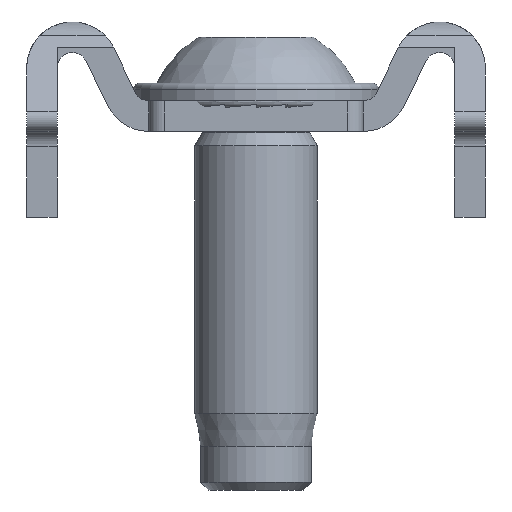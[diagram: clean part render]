
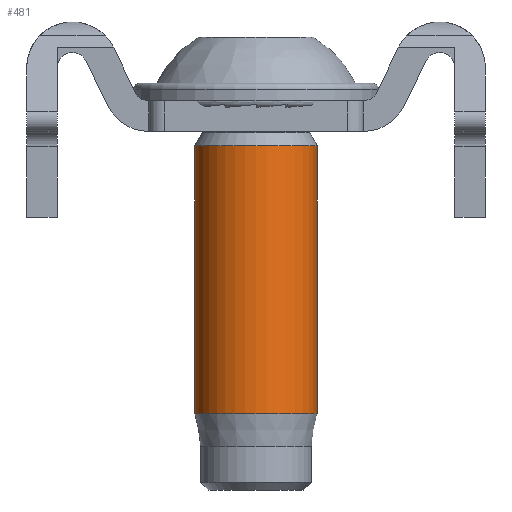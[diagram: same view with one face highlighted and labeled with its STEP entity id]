
A CAD part, front view. The second image highlights one B-rep face of the part: STEP entity #481.
In plain terms, the highlighted cylindrical face has radius 4 mm (diameter 8 mm), a full revolution.
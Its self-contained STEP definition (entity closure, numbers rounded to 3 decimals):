
#481=ADVANCED_FACE('',(#732,#733),#734,.T.);
#732=FACE_OUTER_BOUND('',#1098,.T.);
#733=FACE_OUTER_BOUND('',#1099,.T.);
#734=CYLINDRICAL_SURFACE('',#1100,4.0);
#1098=EDGE_LOOP('',(#1914));
#1099=EDGE_LOOP('',(#1915));
#1100=AXIS2_PLACEMENT_3D('',#1916,#1917,#1918);
#1914=ORIENTED_EDGE('',*,*,#3061,.T.);
#1915=ORIENTED_EDGE('',*,*,#3059,.T.);
#1916=CARTESIAN_POINT('',(0.0,6.585,0.0));
#1917=DIRECTION('',(0.0,1.0,0.0));
#1918=DIRECTION('',(0.0,0.0,1.0));
#3059=EDGE_CURVE('',#3725,#3725,#3726,.F.);
#3061=EDGE_CURVE('',#3729,#3729,#3730,.T.);
#3725=VERTEX_POINT('',#5184);
#3726=CIRCLE('',#5185,4.0);
#3729=VERTEX_POINT('',#5188);
#3730=CIRCLE('',#5189,4.0);
#5184=CARTESIAN_POINT('',(0.,-2.5,4.0));
#5185=AXIS2_PLACEMENT_3D('',#6207,#6208,#6209);
#5188=CARTESIAN_POINT('',(0.0,-20.0,4.0));
#5189=AXIS2_PLACEMENT_3D('',#6213,#6214,#6215);
#6207=CARTESIAN_POINT('',(0.0,-2.5,0.0));
#6208=DIRECTION('',(0.0,1.0,0.0));
#6209=DIRECTION('',(0.0,0.0,1.0));
#6213=CARTESIAN_POINT('',(0.0,-20.0,0.0));
#6214=DIRECTION('',(0.0,1.0,0.0));
#6215=DIRECTION('',(0.0,0.0,1.0));
